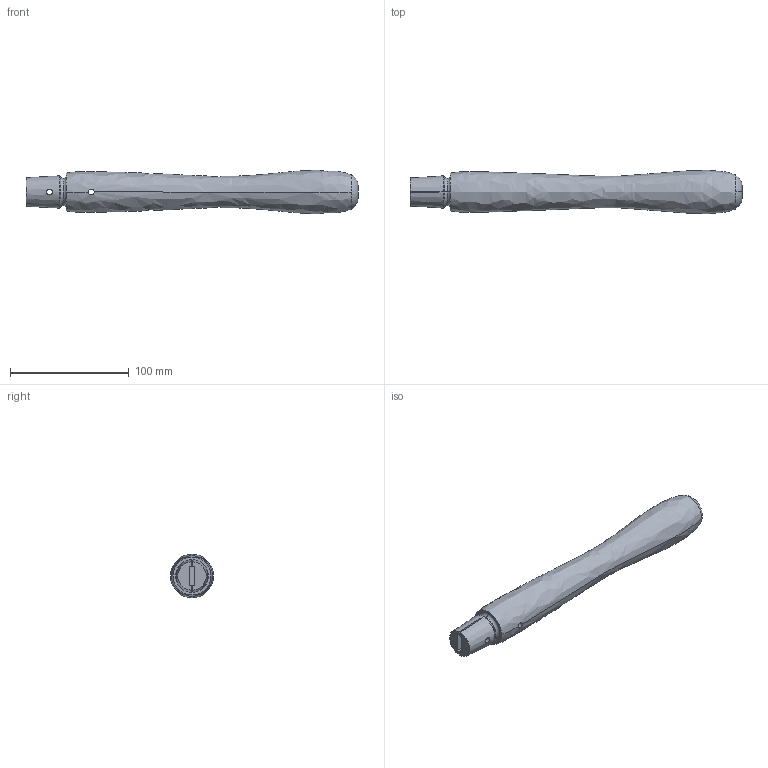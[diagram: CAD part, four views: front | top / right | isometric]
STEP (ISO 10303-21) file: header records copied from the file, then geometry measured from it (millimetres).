
FILE_DESCRIPTION (( 'STEP AP214' ), '1' );
FILE_NAME ('Scythe_Handle.STEP', '2024-07-30T18:13:44', ( '' ), ( '' ), 'SwSTEP 2.0', 'SolidWorks 2020', '' );
FILE_SCHEMA (( 'AUTOMOTIVE_DESIGN' ));
Length unit declared in the file: millimetre
Products named in the file (1): Scythe_Handle
Bounding box: 280 x 36.36 x 36.58 mm (x, y, z)
Volume: 202371.6 mm3; surface area: 32201.6 mm2
Topology: 1 solids, 1 shells, 35 faces, 96 edges, 62 vertices
Faces by surface type: plane 15, torus 8, cylinder 8, bspline 2, cone 2
Entity records: 1482 total; most frequent: CARTESIAN_POINT 554, ORIENTED_EDGE 192, DIRECTION 182, EDGE_CURVE 96, AXIS2_PLACEMENT_3D 72, VERTEX_POINT 62, EDGE_LOOP 42, CIRCLE 38
